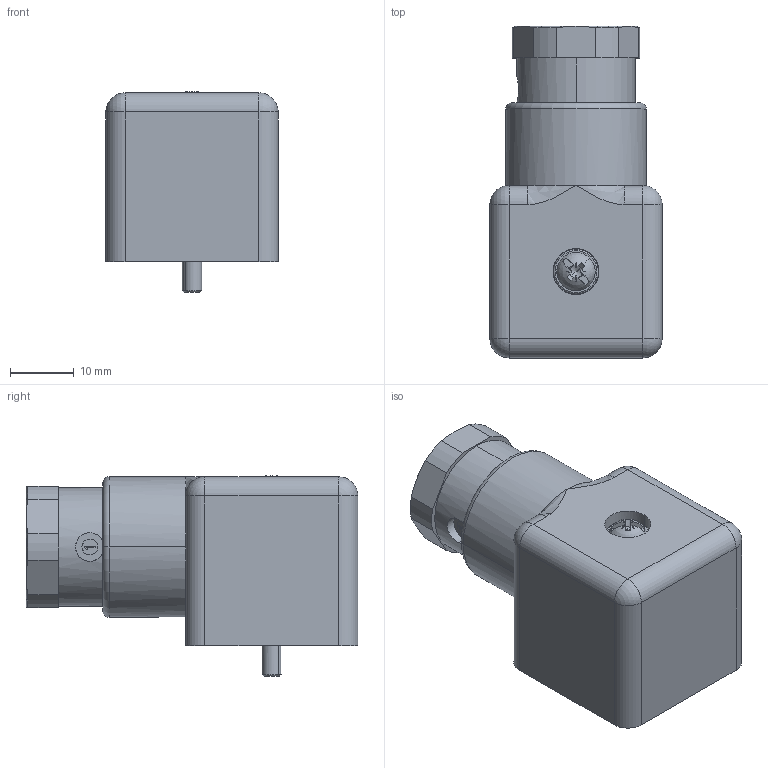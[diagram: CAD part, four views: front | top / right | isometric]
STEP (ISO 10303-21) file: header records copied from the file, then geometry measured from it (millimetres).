
FILE_DESCRIPTION(('CATIA V5 STEP Exchange','CAx-IF Rec.Pracs.--- Model Styling and Organization---1.5--- 2016-08-15','CAx-IF Rec.Pracs.---Supplemental Geometry---1.0---2011-11-01','CAx-IF Rec.Pracs.--- Composite Materials ---1.1---2010-07-15'),'2;1');
FILE_NAME ('024697-2_0', '2025-07-04T06:27:25+00:00', ('none'), ('Weidmueller'), 'CATIA Version 5-6 Release 2022 SP4 HF5', 'CATIA V5 STEP AP214 v3', 'none');
FILE_SCHEMA(('AUTOMOTIVE_DESIGN { 1 0 10303 214 1 1 1 1 }'));
Length unit declared in the file: millimetre
Products named in the file (1): 1873100000
Bounding box: 27 x 52 x 31.5 mm (x, y, z)
Volume: 25453.4 mm3; surface area: 7117.2 mm2
Topology: 1 solids, 1 shells, 312 faces, 848 edges, 547 vertices
Faces by surface type: plane 176, cylinder 61, cone 41, extrusion 18, torus 8, sphere 6, bspline 2
Entity records: 9995 total; most frequent: CARTESIAN_POINT 2947, ORIENTED_EDGE 1680, DIRECTION 1047, EDGE_CURVE 840, VERTEX_POINT 547, VECTOR 487, LINE 469, AXIS2_PLACEMENT_3D 363
